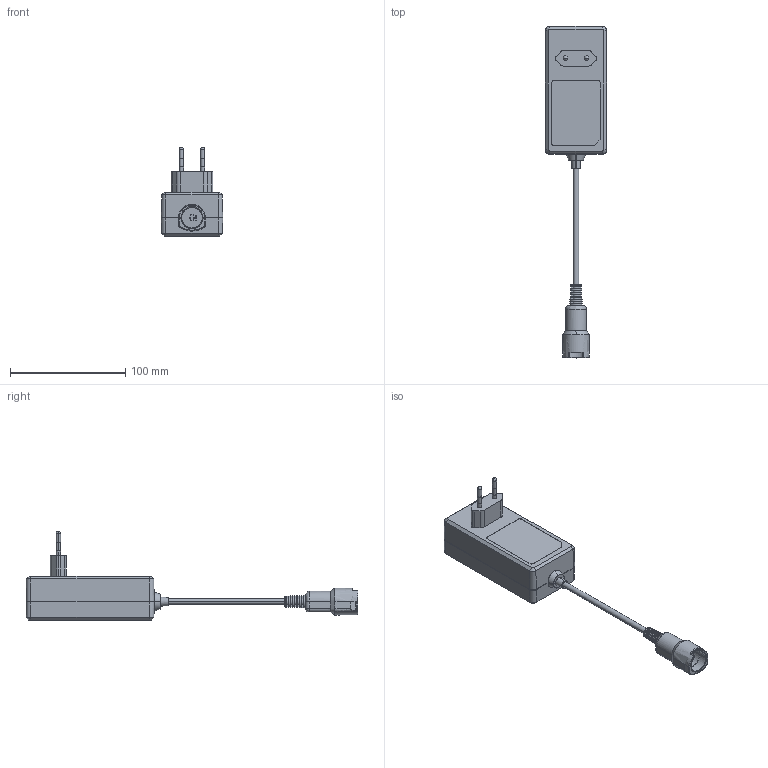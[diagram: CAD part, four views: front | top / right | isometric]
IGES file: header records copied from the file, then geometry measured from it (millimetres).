
Start section: SolidWorks IGES file using analytic representation for surfaces
Global section: file name: PD_14_PD_15.IGS; native system: SolidWorks 2014; preprocessor: SolidWorks 2014; author: CKuhn; date: 150303.094954; units: millimetre
Bounding box: 53.49 x 288.2 x 77.5 mm (x, y, z)
Surface area: 33264.7 mm2 (no closed solid volume)
Topology: 0 solids, 0 shells, 374 faces, 3951 edges, 3939 vertices
Faces by surface type: bspline 235, revolution 139
